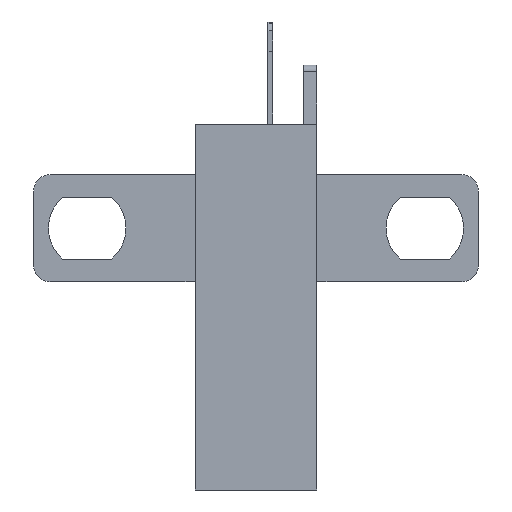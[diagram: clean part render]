
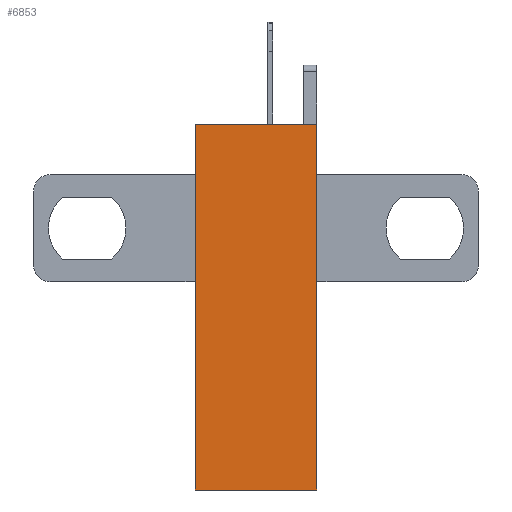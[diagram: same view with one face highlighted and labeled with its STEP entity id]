
A CAD part, left-side view. The second image highlights one B-rep face of the part: STEP entity #6853.
In plain terms, the highlighted planar face has unit normal (-1, 0, 0).
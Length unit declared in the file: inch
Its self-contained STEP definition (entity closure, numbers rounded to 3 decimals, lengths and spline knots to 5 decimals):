
#254 = CARTESIAN_POINT ( 'NONE',  ( -0.64075, 0.67323, -1.11874 ) ) ;
#670 = EDGE_CURVE ( 'NONE', #7749, #7025, #13901, .T. ) ;
#931 = ORIENTED_EDGE ( 'NONE', *, *, #4422, .T. ) ;
#1091 = CARTESIAN_POINT ( 'NONE',  ( -0.64075, 0.38189, -1.11874 ) ) ;
#1203 = CARTESIAN_POINT ( 'NONE',  ( -0.64075, 0.67323, -0.24472 ) ) ;
#1282 = LINE ( 'NONE', #1203, #10939 ) ;
#2443 = DIRECTION ( 'NONE',  ( 0., 0., -1. ) ) ;
#2552 = CARTESIAN_POINT ( 'NONE',  ( -0.64075, 0.51181, -0.67779 ) ) ;
#3410 = ORIENTED_EDGE ( 'NONE', *, *, #7169, .F. ) ;
#3593 = ORIENTED_EDGE ( 'NONE', *, *, #670, .T. ) ;
#3868 = LINE ( 'NONE', #13362, #4245 ) ;
#4187 = DIRECTION ( 'NONE',  ( 0., -1., 0. ) ) ;
#4245 = VECTOR ( 'NONE', #12226, 39.37008 ) ;
#4422 = EDGE_CURVE ( 'NONE', #7025, #7780, #13011, .T. ) ;
#4646 = CARTESIAN_POINT ( 'NONE',  ( -0.64075, 0.38189, -1.11874 ) ) ;
#4960 = DIRECTION ( 'NONE',  ( 1., 0., 0. ) ) ;
#5028 = EDGE_CURVE ( 'NONE', #9637, #7749, #1282, .T. ) ;
#5193 = FACE_OUTER_BOUND ( 'NONE', #14572, .T. ) ;
#5236 = AXIS2_PLACEMENT_3D ( 'NONE', #2552, #4960, #6148 ) ;
#6148 = DIRECTION ( 'NONE',  ( 0., 1., 0. ) ) ;
#6853 = ADVANCED_FACE ( 'NONE', ( #5193 ), #10986, .F. ) ;
#7025 = VERTEX_POINT ( 'NONE', #4646 ) ;
#7169 = EDGE_CURVE ( 'NONE', #9637, #7780, #3868, .T. ) ;
#7749 = VERTEX_POINT ( 'NONE', #254 ) ;
#7780 = VERTEX_POINT ( 'NONE', #13245 ) ;
#8621 = VECTOR ( 'NONE', #10610, 39.37008 ) ;
#9637 = VERTEX_POINT ( 'NONE', #11759 ) ;
#10189 = CARTESIAN_POINT ( 'NONE',  ( -0.64075, 0.67323, -1.11874 ) ) ;
#10610 = DIRECTION ( 'NONE',  ( 0., 0., 1. ) ) ;
#10939 = VECTOR ( 'NONE', #2443, 39.37008 ) ;
#10986 = PLANE ( 'NONE',  #5236 ) ;
#11254 = VECTOR ( 'NONE', #4187, 39.37008 ) ;
#11759 = CARTESIAN_POINT ( 'NONE',  ( -0.64075, 0.67323, -0.24472 ) ) ;
#12226 = DIRECTION ( 'NONE',  ( 0., -1., 0. ) ) ;
#12947 = ORIENTED_EDGE ( 'NONE', *, *, #5028, .T. ) ;
#13011 = LINE ( 'NONE', #1091, #8621 ) ;
#13245 = CARTESIAN_POINT ( 'NONE',  ( -0.64075, 0.38189, -0.24472 ) ) ;
#13362 = CARTESIAN_POINT ( 'NONE',  ( -0.64075, 0.67323, -0.24472 ) ) ;
#13901 = LINE ( 'NONE', #10189, #11254 ) ;
#14572 = EDGE_LOOP ( 'NONE', ( #3410, #12947, #3593, #931 ) ) ;
